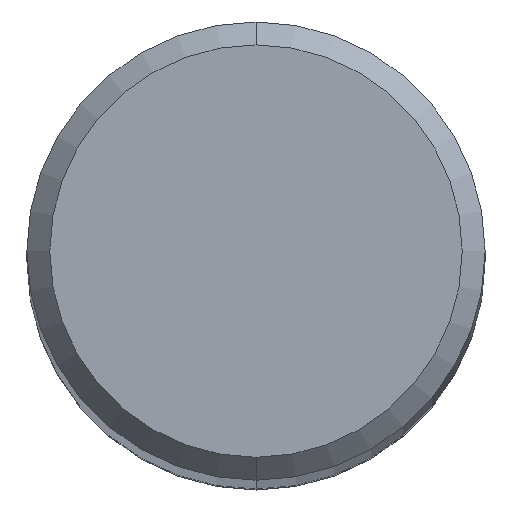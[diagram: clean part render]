
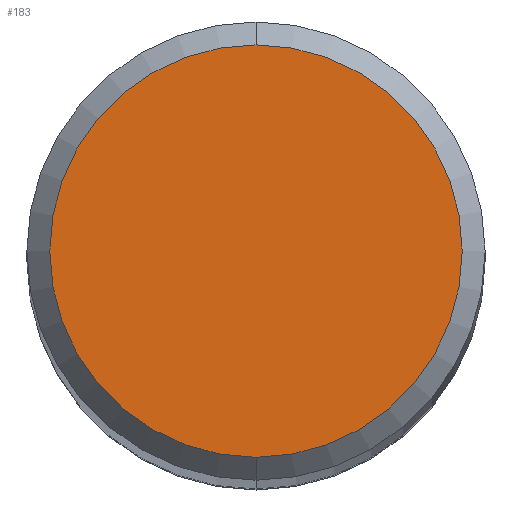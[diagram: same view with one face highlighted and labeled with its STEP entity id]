
A CAD part, top view. The second image highlights one B-rep face of the part: STEP entity #183.
In plain terms, the highlighted planar face has unit normal (0, 0, 1).
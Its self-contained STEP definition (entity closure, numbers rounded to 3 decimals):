
#183=ADVANCED_FACE('',(#499),#500,.T.);
#233=VERTEX_POINT('',#554);
#237=EDGE_CURVE('',#233,#431,#559,.T.);
#355=EDGE_CURVE('',#431,#233,#690,.T.);
#431=VERTEX_POINT('',#771);
#499=FACE_OUTER_BOUND('',#839,.T.);
#500=PLANE('',#840);
#554=CARTESIAN_POINT('',(0.0,3.6,0.0));
#559=CIRCLE('',#951,3.6);
#690=CIRCLE('',#1199,3.6);
#771=CARTESIAN_POINT('',(0.,-3.6,0.0));
#839=EDGE_LOOP('',(#1499,#1500));
#840=AXIS2_PLACEMENT_3D('',#1501,#1502,#1503);
#951=AXIS2_PLACEMENT_3D('',#1562,#1563,#1564);
#1199=AXIS2_PLACEMENT_3D('',#1703,#1704,#1705);
#1499=ORIENTED_EDGE('',*,*,#237,.F.);
#1500=ORIENTED_EDGE('',*,*,#355,.F.);
#1501=CARTESIAN_POINT('',(0.0,1.8,0.0));
#1502=DIRECTION('',(-0.0,0.0,1.0));
#1503=DIRECTION('',(0.0,-1.0,0.0));
#1562=CARTESIAN_POINT('',(0.0,0.0,0.0));
#1563=DIRECTION('',(0.0,0.0,-1.0));
#1564=DIRECTION('',(0.0,1.0,0.0));
#1703=CARTESIAN_POINT('',(0.0,0.0,0.0));
#1704=DIRECTION('',(0.0,0.0,-1.0));
#1705=DIRECTION('',(0.0,1.0,0.0));
